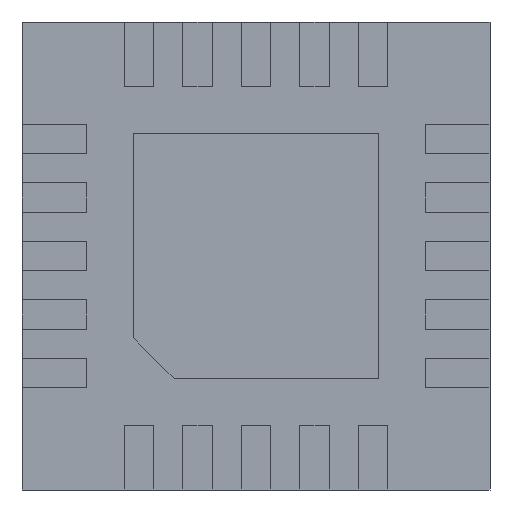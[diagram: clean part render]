
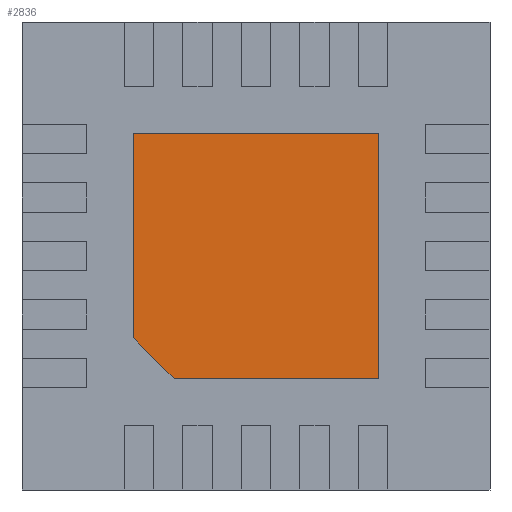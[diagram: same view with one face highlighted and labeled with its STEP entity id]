
A CAD part, front view. The second image highlights one B-rep face of the part: STEP entity #2836.
In plain terms, the highlighted planar face has unit normal (0, -1, 0).
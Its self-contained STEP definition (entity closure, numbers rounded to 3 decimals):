
#236 = CARTESIAN_POINT ( 'NONE',  ( -0.7, 0., -1.05 ) ) ;
#245 = VERTEX_POINT ( 'NONE', #661 ) ;
#250 = DIRECTION ( 'NONE',  ( 0., 0., -1. ) ) ;
#589 = ORIENTED_EDGE ( 'NONE', *, *, #3629, .T. ) ;
#661 = CARTESIAN_POINT ( 'NONE',  ( -1.05, 0., 1.05 ) ) ;
#671 = VERTEX_POINT ( 'NONE', #4918 ) ;
#1110 = VECTOR ( 'NONE', #2652, 1000. ) ;
#1150 = VECTOR ( 'NONE', #6575, 1000. ) ;
#1263 = EDGE_CURVE ( 'NONE', #671, #3006, #2994, .T. ) ;
#1895 = CARTESIAN_POINT ( 'NONE',  ( 1.05, 0., 1.05 ) ) ;
#2067 = EDGE_CURVE ( 'NONE', #6527, #3276, #3890, .T. ) ;
#2160 = CARTESIAN_POINT ( 'NONE',  ( 0., 0., 0. ) ) ;
#2185 = PLANE ( 'NONE',  #3774 ) ;
#2309 = CARTESIAN_POINT ( 'NONE',  ( 1.05, 0., -1.05 ) ) ;
#2652 = DIRECTION ( 'NONE',  ( 0., 0., 1. ) ) ;
#2779 = VECTOR ( 'NONE', #3822, 1000. ) ;
#2784 = CARTESIAN_POINT ( 'NONE',  ( -0.7, 0., -1.05 ) ) ;
#2835 = VECTOR ( 'NONE', #4846, 1000. ) ;
#2836 = ADVANCED_FACE ( 'NONE', ( #5799 ), #2185, .T. ) ;
#2994 = LINE ( 'NONE', #236, #2835 ) ;
#3006 = VERTEX_POINT ( 'NONE', #2784 ) ;
#3030 = ORIENTED_EDGE ( 'NONE', *, *, #1263, .T. ) ;
#3121 = LINE ( 'NONE', #4427, #2779 ) ;
#3167 = CARTESIAN_POINT ( 'NONE',  ( 1.05, 0., -1.05 ) ) ;
#3276 = VERTEX_POINT ( 'NONE', #4713 ) ;
#3579 = ORIENTED_EDGE ( 'NONE', *, *, #6642, .T. ) ;
#3629 = EDGE_CURVE ( 'NONE', #245, #671, #4533, .T. ) ;
#3774 = AXIS2_PLACEMENT_3D ( 'NONE', #2160, #4344, #4790 ) ;
#3821 = ORIENTED_EDGE ( 'NONE', *, *, #6558, .T. ) ;
#3822 = DIRECTION ( 'NONE',  ( 1., 0., 0. ) ) ;
#3890 = LINE ( 'NONE', #3167, #1110 ) ;
#4249 = VECTOR ( 'NONE', #250, 1000. ) ;
#4334 = CARTESIAN_POINT ( 'NONE',  ( -1.05, 0., -0.7 ) ) ;
#4344 = DIRECTION ( 'NONE',  ( 0., -1., 0. ) ) ;
#4427 = CARTESIAN_POINT ( 'NONE',  ( 1.05, 0., -1.05 ) ) ;
#4533 = LINE ( 'NONE', #4334, #4249 ) ;
#4713 = CARTESIAN_POINT ( 'NONE',  ( 1.05, 0., 1.05 ) ) ;
#4758 = EDGE_LOOP ( 'NONE', ( #589, #3030, #3821, #5549, #3579 ) ) ;
#4790 = DIRECTION ( 'NONE',  ( 0., 0., -1. ) ) ;
#4846 = DIRECTION ( 'NONE',  ( 0.707, 0., -0.707 ) ) ;
#4918 = CARTESIAN_POINT ( 'NONE',  ( -1.05, 0., -0.7 ) ) ;
#5549 = ORIENTED_EDGE ( 'NONE', *, *, #2067, .T. ) ;
#5693 = LINE ( 'NONE', #1895, #1150 ) ;
#5799 = FACE_OUTER_BOUND ( 'NONE', #4758, .T. ) ;
#6527 = VERTEX_POINT ( 'NONE', #2309 ) ;
#6558 = EDGE_CURVE ( 'NONE', #3006, #6527, #3121, .T. ) ;
#6575 = DIRECTION ( 'NONE',  ( -1., 0., 0. ) ) ;
#6642 = EDGE_CURVE ( 'NONE', #3276, #245, #5693, .T. ) ;
